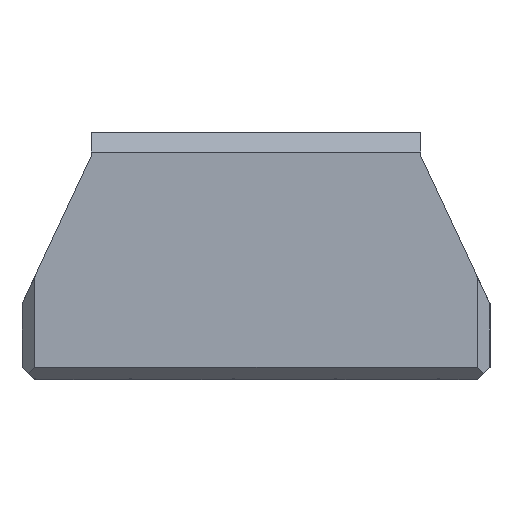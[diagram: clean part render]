
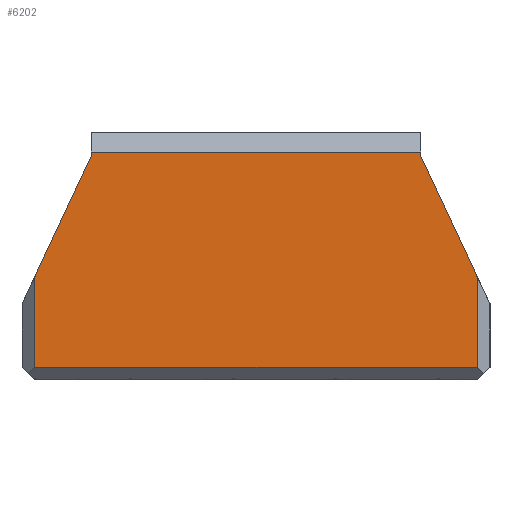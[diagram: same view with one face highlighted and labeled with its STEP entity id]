
A CAD part, left-side view. The second image highlights one B-rep face of the part: STEP entity #6202.
In plain terms, the highlighted planar face has unit normal (-1, 0, 0).
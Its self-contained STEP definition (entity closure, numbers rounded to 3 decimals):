
#370=FACE_OUTER_BOUND('',#702,.T.);
#702=EDGE_LOOP('',(#5565,#5566,#5567,#5568,#5569,#5570,#5571,#5572));
#1485=LINE('',#9645,#2338);
#1522=LINE('',#9755,#2375);
#1523=LINE('',#9758,#2376);
#1533=LINE('',#9778,#2386);
#1538=LINE('',#9789,#2391);
#1547=LINE('',#9806,#2400);
#1549=LINE('',#9809,#2402);
#1552=LINE('',#9814,#2405);
#2338=VECTOR('',#7900,10.);
#2375=VECTOR('',#8013,10.);
#2376=VECTOR('',#8016,10.);
#2386=VECTOR('',#8034,10.);
#2391=VECTOR('',#8041,10.);
#2400=VECTOR('',#8054,10.);
#2402=VECTOR('',#8058,10.);
#2405=VECTOR('',#8063,10.);
#2910=VERTEX_POINT('',#9642);
#2911=VERTEX_POINT('',#9644);
#2946=VERTEX_POINT('',#9753);
#2947=VERTEX_POINT('',#9757);
#2953=VERTEX_POINT('',#9777);
#2957=VERTEX_POINT('',#9786);
#2958=VERTEX_POINT('',#9788);
#2964=VERTEX_POINT('',#9805);
#3748=EDGE_CURVE('',#2910,#2911,#1485,.T.);
#3801=EDGE_CURVE('',#2946,#2910,#1522,.T.);
#3802=EDGE_CURVE('',#2911,#2947,#1523,.T.);
#3812=EDGE_CURVE('',#2947,#2953,#1533,.T.);
#3817=EDGE_CURVE('',#2957,#2958,#1538,.T.);
#3826=EDGE_CURVE('',#2958,#2964,#1547,.T.);
#3828=EDGE_CURVE('',#2953,#2957,#1549,.T.);
#3831=EDGE_CURVE('',#2964,#2946,#1552,.T.);
#5565=ORIENTED_EDGE('',*,*,#3801,.F.);
#5566=ORIENTED_EDGE('',*,*,#3831,.F.);
#5567=ORIENTED_EDGE('',*,*,#3826,.F.);
#5568=ORIENTED_EDGE('',*,*,#3817,.F.);
#5569=ORIENTED_EDGE('',*,*,#3828,.F.);
#5570=ORIENTED_EDGE('',*,*,#3812,.F.);
#5571=ORIENTED_EDGE('',*,*,#3802,.F.);
#5572=ORIENTED_EDGE('',*,*,#3748,.F.);
#5883=PLANE('',#6551);
#6202=ADVANCED_FACE('',(#370),#5883,.T.);
#6551=AXIS2_PLACEMENT_3D('',#9822,#8075,#8076);
#7900=DIRECTION('',(0.,1.,0.));
#8013=DIRECTION('',(0.,0.,-1.));
#8016=DIRECTION('',(0.,0.,1.));
#8034=DIRECTION('',(0.,-0.423,0.906));
#8041=DIRECTION('',(0.,-1.,0.));
#8054=DIRECTION('',(0.,0.,-1.));
#8058=DIRECTION('',(0.,0.,1.));
#8063=DIRECTION('',(0.,-0.423,-0.906));
#8075=DIRECTION('center_axis',(-1.,0.,0.));
#8076=DIRECTION('ref_axis',(0.,-1.,0.));
#9642=CARTESIAN_POINT('',(-127.,-87.45,5.));
#9644=CARTESIAN_POINT('',(-127.,87.45,5.));
#9645=CARTESIAN_POINT('',(-127.,46.225,5.));
#9753=CARTESIAN_POINT('',(-127.,-87.45,40.615));
#9755=CARTESIAN_POINT('',(-127.,-87.45,0.));
#9757=CARTESIAN_POINT('',(-127.,87.45,40.615));
#9758=CARTESIAN_POINT('',(-127.,87.45,0.));
#9777=CARTESIAN_POINT('',(-127.,65.,88.759));
#9778=CARTESIAN_POINT('',(-127.,91.3,32.359));
#9786=CARTESIAN_POINT('',(-127.,65.,90.));
#9788=CARTESIAN_POINT('',(-127.,-65.,90.));
#9789=CARTESIAN_POINT('',(-127.,46.225,90.));
#9805=CARTESIAN_POINT('',(-127.,-65.,88.759));
#9806=CARTESIAN_POINT('',(-127.,-65.,30.));
#9809=CARTESIAN_POINT('',(-127.,65.,30.));
#9814=CARTESIAN_POINT('',(-127.,-74.788,67.77));
#9822=CARTESIAN_POINT('Origin',(-127.,92.45,0.));
